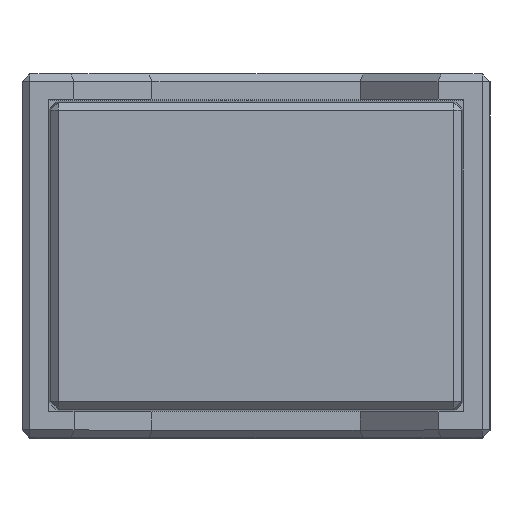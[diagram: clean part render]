
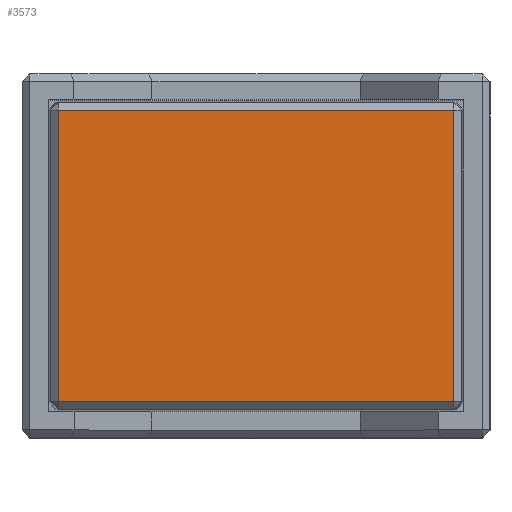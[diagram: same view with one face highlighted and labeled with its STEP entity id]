
A CAD part, top view. The second image highlights one B-rep face of the part: STEP entity #3573.
In plain terms, the highlighted planar face has unit normal (0, 0, 1).
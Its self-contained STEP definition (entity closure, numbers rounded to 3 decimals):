
#244 = PLANE ( 'NONE',  #583 ) ;
#484 = EDGE_CURVE ( 'NONE', #5547, #5478, #6213, .T. ) ;
#535 = CARTESIAN_POINT ( 'NONE',  ( -7.597, 0., 4.7 ) ) ;
#583 = AXIS2_PLACEMENT_3D ( 'NONE', #2564, #4864, #7167 ) ;
#886 = CARTESIAN_POINT ( 'NONE',  ( 0., -5.597, 4.7 ) ) ;
#1047 = CARTESIAN_POINT ( 'NONE',  ( 0., 5.597, 4.7 ) ) ;
#1281 = VERTEX_POINT ( 'NONE', #2648 ) ;
#1451 = CARTESIAN_POINT ( 'NONE',  ( 7.597, -5.597, 4.7 ) ) ;
#1516 = DIRECTION ( 'NONE',  ( 0., -1., 0. ) ) ;
#1577 = VECTOR ( 'NONE', #3193, 1000. ) ;
#1601 = VECTOR ( 'NONE', #3349, 1000. ) ;
#2119 = EDGE_CURVE ( 'NONE', #1281, #7465, #6048, .T. ) ;
#2378 = ORIENTED_EDGE ( 'NONE', *, *, #5203, .F. ) ;
#2564 = CARTESIAN_POINT ( 'NONE',  ( 7.597, -5.597, 4.7 ) ) ;
#2648 = CARTESIAN_POINT ( 'NONE',  ( -7.597, -5.597, 4.7 ) ) ;
#2797 = EDGE_LOOP ( 'NONE', ( #5070, #3339, #3556, #2378 ) ) ;
#2848 = DIRECTION ( 'NONE',  ( 0., 1., 0. ) ) ;
#3193 = DIRECTION ( 'NONE',  ( 1., 0., 0. ) ) ;
#3339 = ORIENTED_EDGE ( 'NONE', *, *, #5704, .F. ) ;
#3349 = DIRECTION ( 'NONE',  ( -1., 0., 0. ) ) ;
#3556 = ORIENTED_EDGE ( 'NONE', *, *, #2119, .T. ) ;
#3573 = ADVANCED_FACE ( 'NONE', ( #5423 ), #244, .F. ) ;
#4390 = LINE ( 'NONE', #6688, #5058 ) ;
#4860 = CARTESIAN_POINT ( 'NONE',  ( -7.597, 5.597, 4.7 ) ) ;
#4864 = DIRECTION ( 'NONE',  ( 0., 0., -1. ) ) ;
#5058 = VECTOR ( 'NONE', #1516, 1000. ) ;
#5070 = ORIENTED_EDGE ( 'NONE', *, *, #484, .T. ) ;
#5203 = EDGE_CURVE ( 'NONE', #5547, #7465, #4390, .T. ) ;
#5423 = FACE_OUTER_BOUND ( 'NONE', #2797, .T. ) ;
#5478 = VERTEX_POINT ( 'NONE', #4860 ) ;
#5547 = VERTEX_POINT ( 'NONE', #7238 ) ;
#5666 = VECTOR ( 'NONE', #2848, 1000. ) ;
#5704 = EDGE_CURVE ( 'NONE', #1281, #5478, #5709, .T. ) ;
#5709 = LINE ( 'NONE', #535, #5666 ) ;
#6048 = LINE ( 'NONE', #886, #1577 ) ;
#6213 = LINE ( 'NONE', #1047, #1601 ) ;
#6688 = CARTESIAN_POINT ( 'NONE',  ( 7.597, 0., 4.7 ) ) ;
#7167 = DIRECTION ( 'NONE',  ( -1., 0., 0. ) ) ;
#7238 = CARTESIAN_POINT ( 'NONE',  ( 7.597, 5.597, 4.7 ) ) ;
#7465 = VERTEX_POINT ( 'NONE', #1451 ) ;
